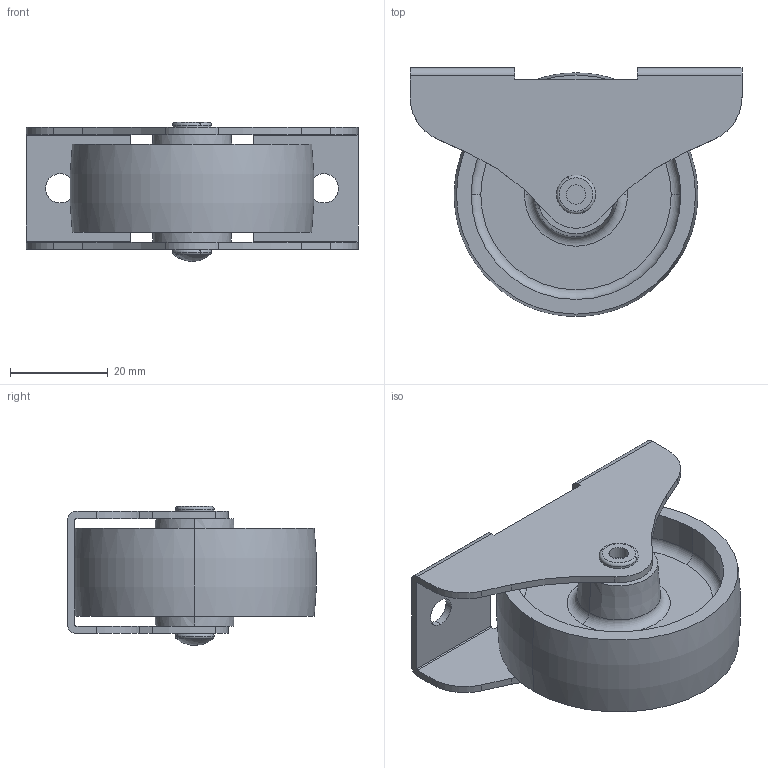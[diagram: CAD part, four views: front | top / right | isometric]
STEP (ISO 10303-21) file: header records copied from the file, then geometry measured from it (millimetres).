
FILE_DESCRIPTION(('STEP AP203'),'1');
FILE_NAME('e50_050.stp','2023-07-13T08:06:26',('TraceParts'),('TraceParts S.A.'),'Spatial InterOp 3D',' ',' ');
FILE_SCHEMA(('CONFIG_CONTROL_DESIGN'));
Length unit declared in the file: millimetre
Products named in the file (1): 1
Bounding box: 68 x 50.95 x 28.5 mm (x, y, z)
Volume: 21826.9 mm3; surface area: 18272.7 mm2
Topology: 3 solids, 3 shells, 94 faces, 232 edges, 151 vertices
Faces by surface type: cylinder 42, plane 30, torus 16, cone 4, sphere 2
Entity records: 2916 total; most frequent: DIRECTION 558, CARTESIAN_POINT 480, ORIENTED_EDGE 464, EDGE_CURVE 232, AXIS2_PLACEMENT_3D 229, VERTEX_POINT 151, CIRCLE 132, EDGE_LOOP 113
